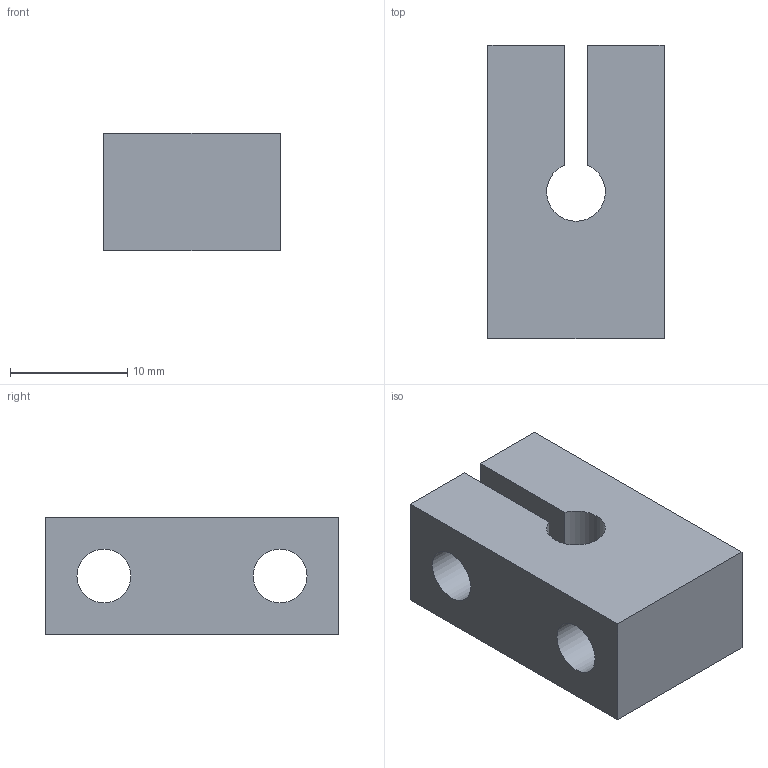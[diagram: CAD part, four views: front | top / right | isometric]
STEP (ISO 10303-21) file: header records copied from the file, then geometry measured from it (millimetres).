
FILE_DESCRIPTION(/* description */ (''),/* implementation_level */ '2;1');
FILE_NAME(/* name */ 'AY000018.stp',/* time_stamp */ '2016-09-29T10:20:16+02:00',/* author */ ('mitarbeiter'),/* organization */ (''),/* preprocessor_version */ 'ST-DEVELOPER v15.2',/* originating_system */ 'Autodesk Inventor 2014',/* authorisation */ '');
FILE_SCHEMA (('AUTOMOTIVE_DESIGN { 1 0 10303 214 3 1 1 }'));
Length unit declared in the file: millimetre
Products named in the file (1): AY000018
Bounding box: 15 x 25 x 10 mm (x, y, z)
Volume: 2575.9 mm3; surface area: 2199.6 mm2
Topology: 1 solids, 1 shells, 17 faces, 41 edges, 28 vertices
Faces by surface type: plane 11, cylinder 6
Full cylindrical faces by diameter (mm): 4.6 x3, 8 x2
Entity records: 493 total; most frequent: DIRECTION 82, CARTESIAN_POINT 78, ORIENTED_EDGE 68, EDGE_CURVE 34, EDGE_LOOP 30, AXIS2_PLACEMENT_3D 30, VERTEX_POINT 26, LINE 22
